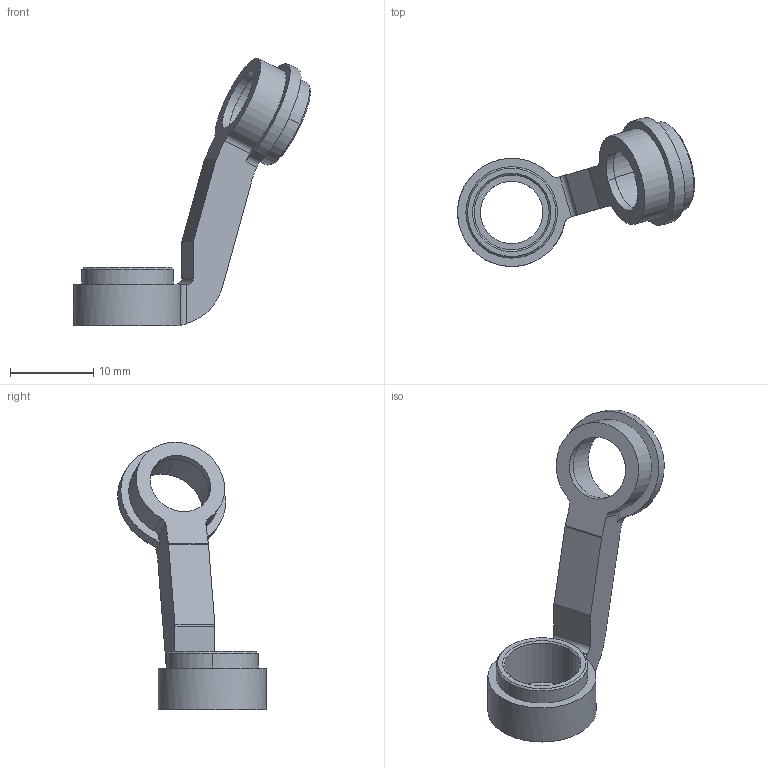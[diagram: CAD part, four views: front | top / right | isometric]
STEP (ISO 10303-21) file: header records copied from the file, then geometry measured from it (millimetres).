
FILE_DESCRIPTION((''),'2;1');
FILE_NAME('IC_021_P_182','2023-06-14T12:48:49',('lprotopapa'),(''),'CREO PARAMETRIC BY PTC INC, 2022284','CREO PARAMETRIC BY PTC INC, 2022284','');
FILE_SCHEMA(('CONFIG_CONTROL_DESIGN'));
Length unit declared in the file: millimetre
Products named in the file (1): IC_021_P_182
Bounding box: 28.45 x 17.87 x 32.13 mm (x, y, z)
Volume: 1206.4 mm3; surface area: 1598.2 mm2
Topology: 1 solids, 1 shells, 48 faces, 118 edges, 76 vertices
Faces by surface type: cylinder 26, plane 14, cone 8
Entity records: 1498 total; most frequent: DIRECTION 268, CARTESIAN_POINT 266, ORIENTED_EDGE 236, EDGE_CURVE 118, AXIS2_PLACEMENT_3D 106, VERTEX_POINT 76, CIRCLE 58, VECTOR 56
